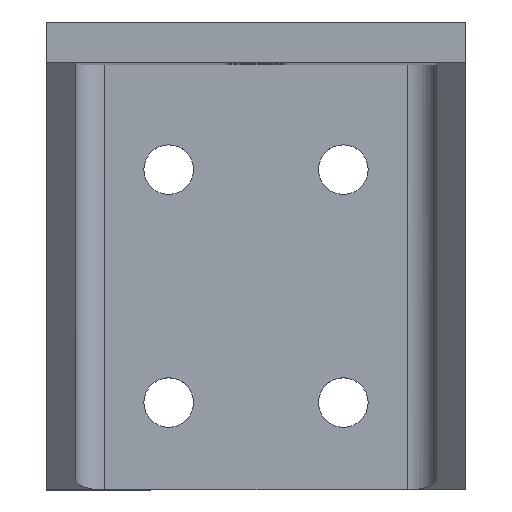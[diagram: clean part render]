
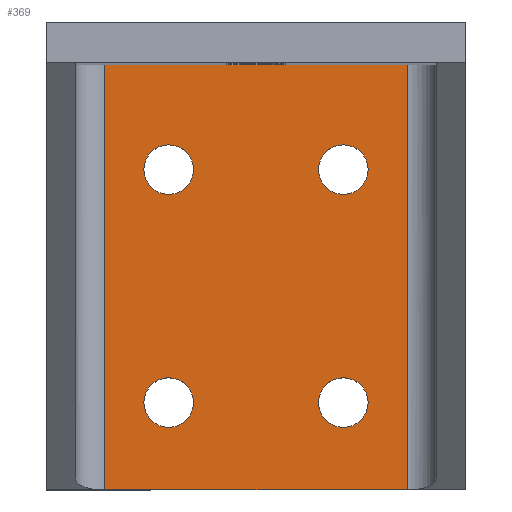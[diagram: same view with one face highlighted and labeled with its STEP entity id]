
A CAD part, top view. The second image highlights one B-rep face of the part: STEP entity #369.
In plain terms, the highlighted planar face has unit normal (0, 0, 1).
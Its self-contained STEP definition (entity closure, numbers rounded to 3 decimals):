
#8 = AXIS2_PLACEMENT_3D ( 'NONE', #951, #278, #506 ) ;
#29 = EDGE_LOOP ( 'NONE', ( #192 ) ) ;
#32 = EDGE_CURVE ( 'NONE', #56, #56, #804, .T. ) ;
#42 = CARTESIAN_POINT ( 'NONE',  ( -26., -40., 7. ) ) ;
#52 = EDGE_CURVE ( 'NONE', #854, #854, #59, .T. ) ;
#55 = VERTEX_POINT ( 'NONE', #799 ) ;
#56 = VERTEX_POINT ( 'NONE', #731 ) ;
#59 = CIRCLE ( 'NONE', #8, 4.25 ) ;
#83 = LINE ( 'NONE', #290, #199 ) ;
#98 = EDGE_CURVE ( 'NONE', #55, #605, #83, .T. ) ;
#106 = DIRECTION ( 'NONE',  ( 1., 0., 0. ) ) ;
#110 = CARTESIAN_POINT ( 'NONE',  ( -10.75, 15., 7. ) ) ;
#117 = FACE_BOUND ( 'NONE', #596, .T. ) ;
#121 = EDGE_CURVE ( 'NONE', #218, #218, #221, .T. ) ;
#137 = CARTESIAN_POINT ( 'NONE',  ( 26., 33., 7. ) ) ;
#154 = VECTOR ( 'NONE', #755, 1000. ) ;
#163 = LINE ( 'NONE', #770, #154 ) ;
#171 = CIRCLE ( 'NONE', #764, 4.25 ) ;
#188 = VERTEX_POINT ( 'NONE', #110 ) ;
#192 = ORIENTED_EDGE ( 'NONE', *, *, #121, .F. ) ;
#199 = VECTOR ( 'NONE', #518, 1000. ) ;
#203 = ORIENTED_EDGE ( 'NONE', *, *, #32, .F. ) ;
#214 = EDGE_LOOP ( 'NONE', ( #203 ) ) ;
#217 = DIRECTION ( 'NONE',  ( 0., 0., 1. ) ) ;
#218 = VERTEX_POINT ( 'NONE', #507 ) ;
#221 = CIRCLE ( 'NONE', #496, 4.25 ) ;
#232 = EDGE_CURVE ( 'NONE', #489, #338, #163, .T. ) ;
#269 = ORIENTED_EDGE ( 'NONE', *, *, #232, .T. ) ;
#275 = PLANE ( 'NONE',  #933 ) ;
#278 = DIRECTION ( 'NONE',  ( 0., 0., 1. ) ) ;
#290 = CARTESIAN_POINT ( 'NONE',  ( 36., -40., 7. ) ) ;
#294 = CARTESIAN_POINT ( 'NONE',  ( -15., 15., 7. ) ) ;
#305 = DIRECTION ( 'NONE',  ( 1., 0., 0. ) ) ;
#338 = VERTEX_POINT ( 'NONE', #834 ) ;
#363 = DIRECTION ( 'NONE',  ( 0., 1., 0. ) ) ;
#369 = ADVANCED_FACE ( 'NONE', ( #117, #787, #559, #710, #778 ), #275, .T. ) ;
#371 = AXIS2_PLACEMENT_3D ( 'NONE', #941, #720, #560 ) ;
#377 = ORIENTED_EDGE ( 'NONE', *, *, #98, .T. ) ;
#400 = CARTESIAN_POINT ( 'NONE',  ( 19.25, 15., 7. ) ) ;
#411 = ORIENTED_EDGE ( 'NONE', *, *, #458, .T. ) ;
#416 = ORIENTED_EDGE ( 'NONE', *, *, #693, .T. ) ;
#417 = LINE ( 'NONE', #42, #501 ) ;
#434 = VECTOR ( 'NONE', #363, 1000. ) ;
#458 = EDGE_CURVE ( 'NONE', #605, #489, #584, .T. ) ;
#489 = VERTEX_POINT ( 'NONE', #812 ) ;
#492 = EDGE_CURVE ( 'NONE', #188, #188, #171, .T. ) ;
#496 = AXIS2_PLACEMENT_3D ( 'NONE', #527, #217, #664 ) ;
#501 = VECTOR ( 'NONE', #943, 1000. ) ;
#506 = DIRECTION ( 'NONE',  ( 1., 0., 0. ) ) ;
#507 = CARTESIAN_POINT ( 'NONE',  ( -10.75, -25., 7. ) ) ;
#518 = DIRECTION ( 'NONE',  ( 1., 0., 0. ) ) ;
#527 = CARTESIAN_POINT ( 'NONE',  ( -15., -25., 7. ) ) ;
#559 = FACE_BOUND ( 'NONE', #214, .T. ) ;
#560 = DIRECTION ( 'NONE',  ( 1., 0., 0. ) ) ;
#584 = LINE ( 'NONE', #137, #434 ) ;
#596 = EDGE_LOOP ( 'NONE', ( #625 ) ) ;
#605 = VERTEX_POINT ( 'NONE', #825 ) ;
#625 = ORIENTED_EDGE ( 'NONE', *, *, #492, .F. ) ;
#664 = DIRECTION ( 'NONE',  ( 1., 0., 0. ) ) ;
#687 = EDGE_LOOP ( 'NONE', ( #377, #411, #269, #416 ) ) ;
#693 = EDGE_CURVE ( 'NONE', #338, #55, #417, .T. ) ;
#710 = FACE_BOUND ( 'NONE', #29, .T. ) ;
#720 = DIRECTION ( 'NONE',  ( 0., 0., 1. ) ) ;
#731 = CARTESIAN_POINT ( 'NONE',  ( 19.25, -25., 7. ) ) ;
#755 = DIRECTION ( 'NONE',  ( -1., 0., 0. ) ) ;
#764 = AXIS2_PLACEMENT_3D ( 'NONE', #294, #882, #305 ) ;
#770 = CARTESIAN_POINT ( 'NONE',  ( 0., 33., 7. ) ) ;
#778 = FACE_OUTER_BOUND ( 'NONE', #687, .T. ) ;
#787 = FACE_BOUND ( 'NONE', #809, .T. ) ;
#799 = CARTESIAN_POINT ( 'NONE',  ( -26., -40., 7. ) ) ;
#804 = CIRCLE ( 'NONE', #371, 4.25 ) ;
#809 = EDGE_LOOP ( 'NONE', ( #849 ) ) ;
#812 = CARTESIAN_POINT ( 'NONE',  ( 26., 33., 7. ) ) ;
#825 = CARTESIAN_POINT ( 'NONE',  ( 26., -40., 7. ) ) ;
#834 = CARTESIAN_POINT ( 'NONE',  ( -26., 33., 7. ) ) ;
#849 = ORIENTED_EDGE ( 'NONE', *, *, #52, .F. ) ;
#854 = VERTEX_POINT ( 'NONE', #400 ) ;
#882 = DIRECTION ( 'NONE',  ( 0., 0., 1. ) ) ;
#933 = AXIS2_PLACEMENT_3D ( 'NONE', #935, #949, #106 ) ;
#935 = CARTESIAN_POINT ( 'NONE',  ( 0., 0., 7. ) ) ;
#941 = CARTESIAN_POINT ( 'NONE',  ( 15., -25., 7. ) ) ;
#943 = DIRECTION ( 'NONE',  ( 0., -1., 0. ) ) ;
#949 = DIRECTION ( 'NONE',  ( 0., 0., 1. ) ) ;
#951 = CARTESIAN_POINT ( 'NONE',  ( 15., 15., 7. ) ) ;
